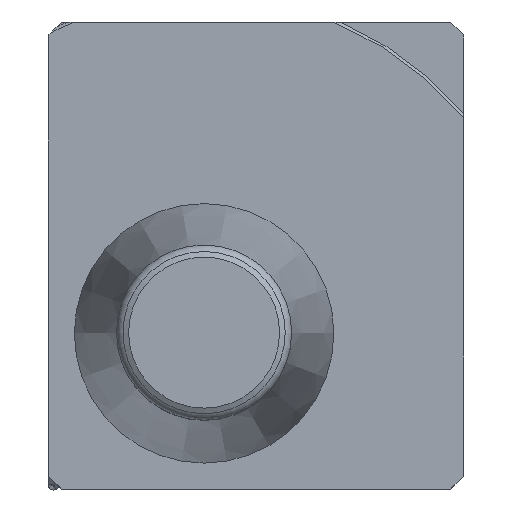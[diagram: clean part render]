
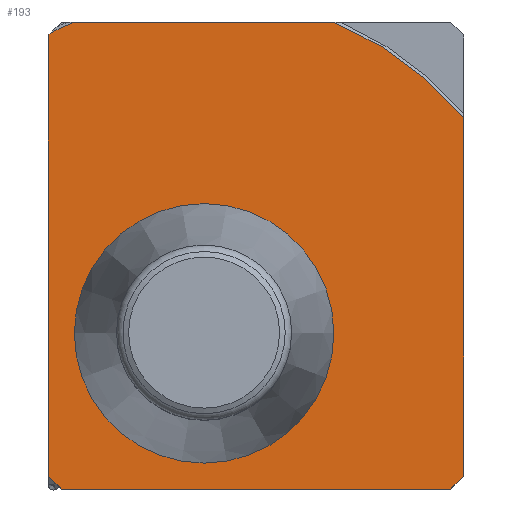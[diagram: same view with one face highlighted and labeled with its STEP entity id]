
A CAD part, top view. The second image highlights one B-rep face of the part: STEP entity #193.
In plain terms, the highlighted planar face has unit normal (0, 0, 1).
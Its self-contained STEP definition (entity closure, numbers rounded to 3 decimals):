
#97=FACE_BOUND('',#315,.T.);
#98=FACE_BOUND('',#316,.T.);
#193=ADVANCED_FACE('AL3_SU1',(#97,#98),#241,.T.);
#241=PLANE('',#1102);
#315=EDGE_LOOP('',(#526));
#316=EDGE_LOOP('',(#527,#528,#529,#530,#531,#532,#533,#534,#535));
#372=CIRCLE('',#1080,13.);
#373=CIRCLE('',#1082,13.);
#377=CIRCLE('',#1101,5.);
#526=ORIENTED_EDGE('',*,*,#793,.F.);
#527=ORIENTED_EDGE('',*,*,#779,.T.);
#528=ORIENTED_EDGE('',*,*,#790,.T.);
#529=ORIENTED_EDGE('',*,*,#743,.T.);
#530=ORIENTED_EDGE('',*,*,#791,.T.);
#531=ORIENTED_EDGE('',*,*,#783,.F.);
#532=ORIENTED_EDGE('',*,*,#792,.T.);
#533=ORIENTED_EDGE('',*,*,#750,.T.);
#534=ORIENTED_EDGE('',*,*,#777,.T.);
#535=ORIENTED_EDGE('',*,*,#771,.T.);
#655=VERTEX_POINT('',#1496);
#656=VERTEX_POINT('',#1497);
#661=VERTEX_POINT('',#1512);
#662=VERTEX_POINT('',#1514);
#678=VERTEX_POINT('',#1555);
#679=VERTEX_POINT('',#1557);
#681=VERTEX_POINT('',#1576);
#683=VERTEX_POINT('',#1586);
#684=VERTEX_POINT('',#1587);
#685=VERTEX_POINT('',#1608);
#743=EDGE_CURVE('',#655,#656,#860,.T.);
#750=EDGE_CURVE('',#662,#661,#866,.T.);
#771=EDGE_CURVE('',#679,#678,#883,.T.);
#777=EDGE_CURVE('',#661,#679,#372,.T.);
#779=EDGE_CURVE('',#678,#681,#373,.T.);
#783=EDGE_CURVE('',#683,#684,#888,.T.);
#790=EDGE_CURVE('',#681,#655,#891,.T.);
#791=EDGE_CURVE('',#656,#684,#892,.T.);
#792=EDGE_CURVE('',#683,#662,#893,.T.);
#793=EDGE_CURVE('',#685,#685,#377,.T.);
#860=LINE('',#1495,#939);
#866=LINE('',#1513,#945);
#883=LINE('',#1556,#962);
#888=LINE('',#1585,#967);
#891=LINE('',#1601,#970);
#892=LINE('',#1603,#971);
#893=LINE('',#1605,#972);
#939=VECTOR('',#1201,1.);
#945=VECTOR('',#1209,1.);
#962=VECTOR('',#1236,1.);
#967=VECTOR('',#1265,1.);
#970=VECTOR('',#1290,1.);
#971=VECTOR('',#1293,1.);
#972=VECTOR('',#1296,1.);
#1080=AXIS2_PLACEMENT_3D('',#1570,#1249,#1250);
#1082=AXIS2_PLACEMENT_3D('',#1577,#1253,#1254);
#1101=AXIS2_PLACEMENT_3D('',#1607,#1299,#1300);
#1102=AXIS2_PLACEMENT_3D('',#1609,#1301,#1302);
#1201=DIRECTION('',(0.,-1.,0.));
#1209=DIRECTION('',(0.,1.,0.));
#1236=DIRECTION('',(-1.,0.,0.));
#1249=DIRECTION('',(0.,0.,1.));
#1250=DIRECTION('',(0.,-1.,0.));
#1253=DIRECTION('',(0.,0.,1.));
#1254=DIRECTION('',(0.,-1.,0.));
#1265=DIRECTION('',(-1.,0.,0.));
#1290=DIRECTION('',(-0.707,-0.707,0.));
#1293=DIRECTION('',(0.707,-0.707,0.));
#1296=DIRECTION('',(0.707,0.707,0.));
#1299=DIRECTION('',(0.,0.,1.));
#1300=DIRECTION('',(-1.,0.,0.));
#1301=DIRECTION('',(0.,0.,1.));
#1302=DIRECTION('',(-1.,0.,0.));
#1495=CARTESIAN_POINT('',(-6.,12.,0.));
#1496=CARTESIAN_POINT('',(-6.,11.5,0.));
#1497=CARTESIAN_POINT('',(-6.,-5.5,0.));
#1512=CARTESIAN_POINT('',(10.,8.307,0.));
#1513=CARTESIAN_POINT('',(10.,-10.,0.));
#1514=CARTESIAN_POINT('',(10.,-5.5,0.));
#1555=CARTESIAN_POINT('',(-5.,12.,0.));
#1556=CARTESIAN_POINT('',(10.,12.,0.));
#1557=CARTESIAN_POINT('',(5.,12.,0.));
#1570=CARTESIAN_POINT('',(0.,0.,0.));
#1576=CARTESIAN_POINT('',(-5.933,11.567,0.));
#1577=CARTESIAN_POINT('',(0.,0.,0.));
#1585=CARTESIAN_POINT('',(0.,-6.,0.));
#1586=CARTESIAN_POINT('',(9.5,-6.,0.));
#1587=CARTESIAN_POINT('',(-5.5,-6.,0.));
#1601=CARTESIAN_POINT('',(-5.5,12.,0.));
#1603=CARTESIAN_POINT('',(-5.5,-6.,0.));
#1605=CARTESIAN_POINT('',(9.5,-6.,0.));
#1607=CARTESIAN_POINT('',(0.,0.,0.));
#1608=CARTESIAN_POINT('',(-5.,0.,0.));
#1609=CARTESIAN_POINT('',(2.,3.,0.));
